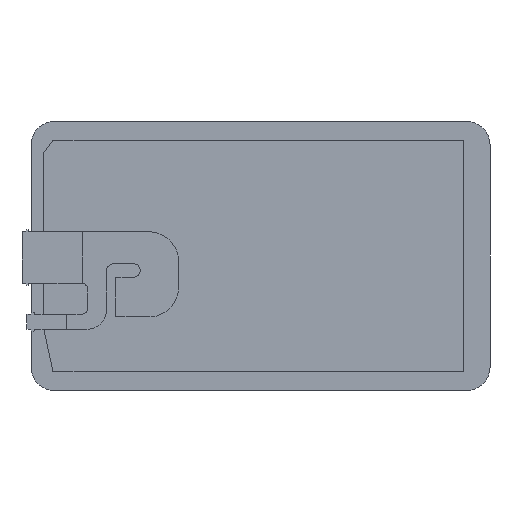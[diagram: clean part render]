
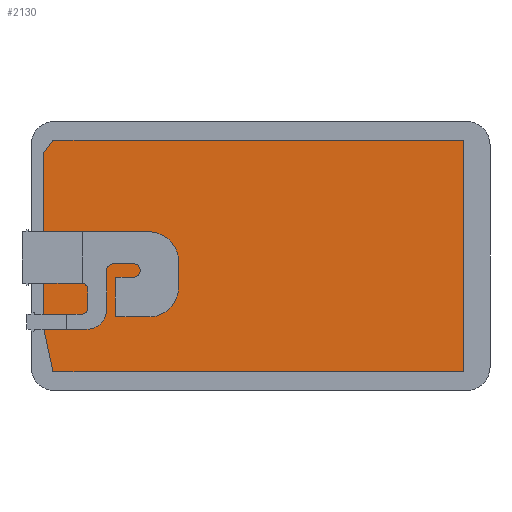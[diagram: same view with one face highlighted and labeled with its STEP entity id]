
A CAD part, front view. The second image highlights one B-rep face of the part: STEP entity #2130.
In plain terms, the highlighted planar face has unit normal (0, -1, 0).
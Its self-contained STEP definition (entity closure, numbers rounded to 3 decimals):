
#57=FACE_OUTER_BOUND('',#172,.T.);
#172=EDGE_LOOP('',(#1455,#1456,#1457,#1458,#1459,#1460));
#354=LINE('',#3091,#620);
#355=LINE('',#3093,#621);
#356=LINE('',#3095,#622);
#357=LINE('',#3097,#623);
#358=LINE('',#3099,#624);
#359=LINE('',#3100,#625);
#620=VECTOR('',#2482,10.);
#621=VECTOR('',#2483,10.);
#622=VECTOR('',#2484,10.);
#623=VECTOR('',#2485,10.);
#624=VECTOR('',#2486,10.);
#625=VECTOR('',#2487,10.);
#886=VERTEX_POINT('',#3089);
#887=VERTEX_POINT('',#3090);
#888=VERTEX_POINT('',#3092);
#889=VERTEX_POINT('',#3094);
#890=VERTEX_POINT('',#3096);
#891=VERTEX_POINT('',#3098);
#1107=EDGE_CURVE('',#886,#887,#354,.T.);
#1108=EDGE_CURVE('',#887,#888,#355,.T.);
#1109=EDGE_CURVE('',#888,#889,#356,.T.);
#1110=EDGE_CURVE('',#889,#890,#357,.T.);
#1111=EDGE_CURVE('',#890,#891,#358,.T.);
#1112=EDGE_CURVE('',#891,#886,#359,.T.);
#1455=ORIENTED_EDGE('',*,*,#1107,.T.);
#1456=ORIENTED_EDGE('',*,*,#1108,.T.);
#1457=ORIENTED_EDGE('',*,*,#1109,.T.);
#1458=ORIENTED_EDGE('',*,*,#1110,.T.);
#1459=ORIENTED_EDGE('',*,*,#1111,.T.);
#1460=ORIENTED_EDGE('',*,*,#1112,.T.);
#2040=PLANE('',#2266);
#2130=ADVANCED_FACE('',(#57),#2040,.F.);
#2266=AXIS2_PLACEMENT_3D('',#3088,#2480,#2481);
#2480=DIRECTION('center_axis',(0.,1.,0.));
#2481=DIRECTION('ref_axis',(0.,0.,1.));
#2482=DIRECTION('',(-0.6,0.,-0.8));
#2483=DIRECTION('',(0.,0.,-1.));
#2484=DIRECTION('',(0.21,0.,-0.978));
#2485=DIRECTION('',(1.,0.,0.));
#2486=DIRECTION('',(0.,0.,1.));
#2487=DIRECTION('',(-1.,0.,0.));
#3088=CARTESIAN_POINT('Origin',(0.,77.5,
110.));
#3089=CARTESIAN_POINT('',(-62.492,77.5,144.869));
#3090=CARTESIAN_POINT('',(-65.492,77.5,140.869));
#3091=CARTESIAN_POINT('',(-61.112,77.5,146.709));
#3092=CARTESIAN_POINT('',(-65.492,77.5,89.132));
#3093=CARTESIAN_POINT('',(-65.492,77.5,99.566));
#3094=CARTESIAN_POINT('',(-62.492,77.5,75.132));
#3095=CARTESIAN_POINT('',(-64.692,77.5,85.399));
#3096=CARTESIAN_POINT('',(61.108,77.5,75.132));
#3097=CARTESIAN_POINT('',(30.554,77.5,75.132));
#3098=CARTESIAN_POINT('',(61.108,77.5,144.869));
#3099=CARTESIAN_POINT('',(61.108,77.5,127.434));
#3100=CARTESIAN_POINT('',(-31.246,77.5,144.869));
